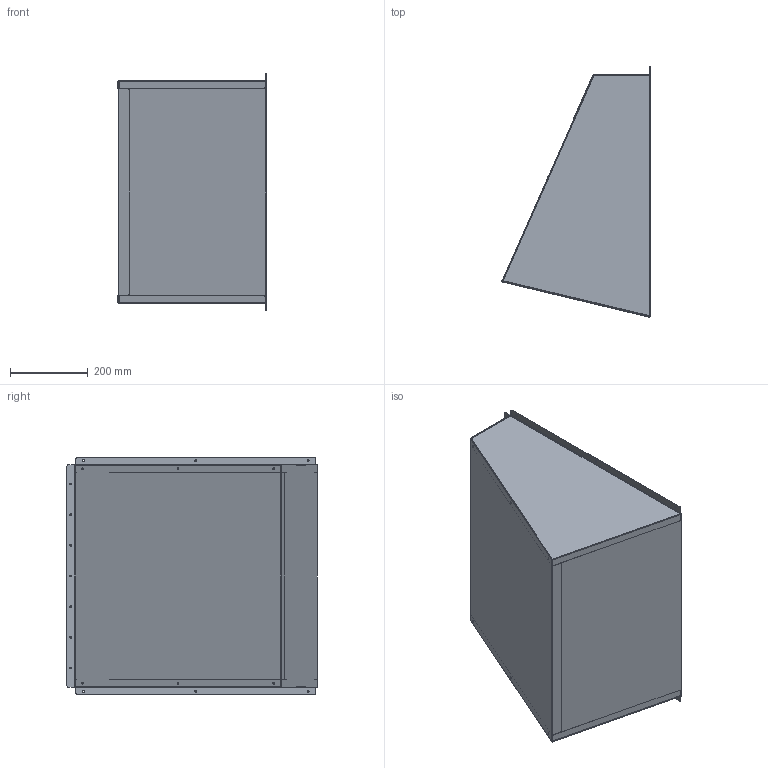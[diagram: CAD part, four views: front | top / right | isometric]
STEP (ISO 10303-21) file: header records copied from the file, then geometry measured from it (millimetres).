
FILE_DESCRIPTION (( 'STEP AP203' ), '1' );
FILE_NAME ('X M4523H-HOOD.STEP', '2024-07-05T06:10:27', ( '' ), ( '' ), 'SwSTEP 2.0', 'SolidWorks 2023', '' );
FILE_SCHEMA (( 'CONFIG_CONTROL_DESIGN' ));
Length unit declared in the file: millimetre
Products named in the file (5): X M4523H HTK1; X M4523H 1602; X M4523H 1601; X M4523H 1600; X M4523H-HOOD
Assembly tree (4 placements, depth 2):
  X M4523H-HOOD
    X M4523H 1600
    X M4523H 1601
    X M4523H 1602
    X M4523H HTK1
Bounding box: 380.47 x 641.94 x 610 mm (x, y, z)
Volume: 1038246.9 mm3; surface area: 2085349.9 mm2
Topology: 4 solids, 4 shells, 208 faces, 512 edges, 312 vertices
Faces by surface type: cylinder 110, plane 90, bspline 8
Entity records: 7119 total; most frequent: CARTESIAN_POINT 1463, DIRECTION 1114, ORIENTED_EDGE 1024, EDGE_CURVE 512, AXIS2_PLACEMENT_3D 411, VERTEX_POINT 312, LINE 292, VECTOR 292
